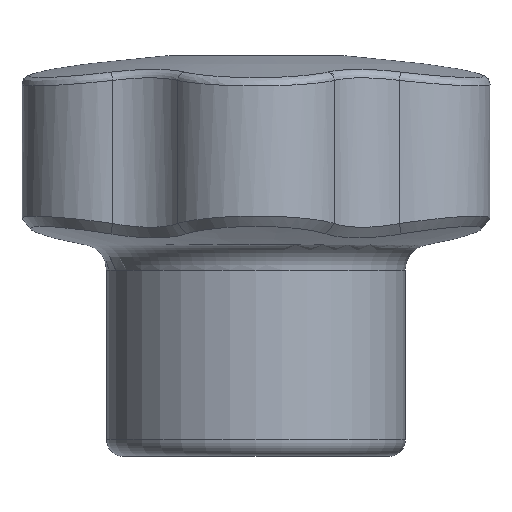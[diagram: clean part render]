
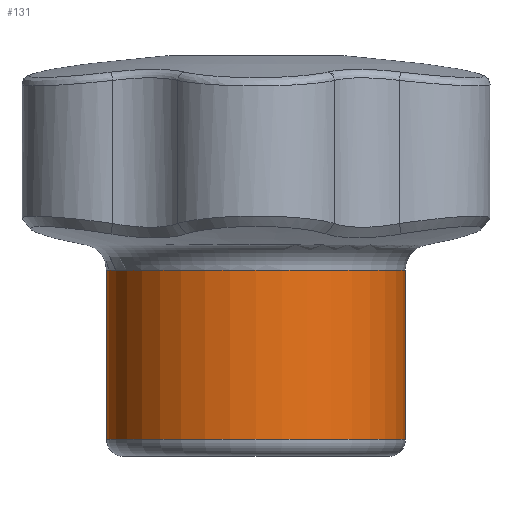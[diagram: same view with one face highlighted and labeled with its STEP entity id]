
A CAD part, front view. The second image highlights one B-rep face of the part: STEP entity #131.
In plain terms, the highlighted cylindrical face has radius 8.75 mm (diameter 17.5 mm), a full revolution.
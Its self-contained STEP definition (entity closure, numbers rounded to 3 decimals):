
#131 = ADVANCED_FACE( '', ( #277, #278 ), #279, .T. );
#277 = FACE_OUTER_BOUND( '', #2044, .T. );
#278 = FACE_OUTER_BOUND( '', #2045, .T. );
#279 = CYLINDRICAL_SURFACE( '', #2046, 8.75 );
#2044 = EDGE_LOOP( '', ( #3352 ) );
#2045 = EDGE_LOOP( '', ( #3353 ) );
#2046 = AXIS2_PLACEMENT_3D( '', #3354, #3355, #3356 );
#3352 = ORIENTED_EDGE( '', *, *, #3508, .T. );
#3353 = ORIENTED_EDGE( '', *, *, #3568, .T. );
#3354 = CARTESIAN_POINT( '', ( 0., 0., 23.65 ) );
#3355 = DIRECTION( '', ( 0., 0., -1. ) );
#3356 = DIRECTION( '', ( 1., 0., 0. ) );
#3508 = EDGE_CURVE( '', #3681, #3681, #3682, .T. );
#3568 = EDGE_CURVE( '', #3762, #3762, #3763, .F. );
#3681 = VERTEX_POINT( '', #4668 );
#3682 = CIRCLE( '', #4669, 8.75 );
#3762 = VERTEX_POINT( '', #5632 );
#3763 = CIRCLE( '', #5633, 8.75 );
#4668 = CARTESIAN_POINT( '', ( 8.75, 0., 1. ) );
#4669 = AXIS2_PLACEMENT_3D( '', #5833, #5834, #5835 );
#5632 = CARTESIAN_POINT( '', ( 8.75, 0., 10.917 ) );
#5633 = AXIS2_PLACEMENT_3D( '', #5856, #5857, #5858 );
#5833 = CARTESIAN_POINT( '', ( 0., 0., 1. ) );
#5834 = DIRECTION( '', ( 0., 0., 1. ) );
#5835 = DIRECTION( '', ( 1., 0., 0. ) );
#5856 = CARTESIAN_POINT( '', ( 0., 0., 10.917 ) );
#5857 = DIRECTION( '', ( 0., 0., 1. ) );
#5858 = DIRECTION( '', ( 1., 0., 0. ) );
